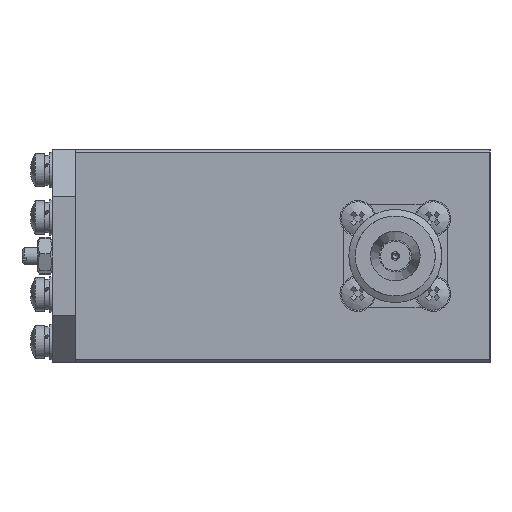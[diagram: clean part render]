
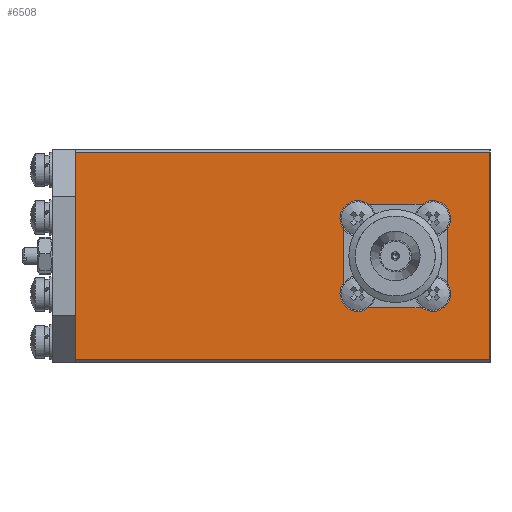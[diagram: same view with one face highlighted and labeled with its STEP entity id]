
A CAD part, left-side view. The second image highlights one B-rep face of the part: STEP entity #6508.
In plain terms, the highlighted planar face has unit normal (-1, 0, 0).
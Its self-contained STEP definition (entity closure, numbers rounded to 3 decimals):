
#6508=ADVANCED_FACE('',(#22444,#22446),#22448,.F.);
#22444=FACE_BOUND('',#22445,.T.);
#22445=EDGE_LOOP('',(#36632,#36633,#36634,#36635));
#22446=FACE_BOUND('',#22447,.T.);
#22447=EDGE_LOOP('',(#36636,#36637,#36638,#36639,#36640,#36641,#36642,#36643));
#22448=PLANE('',#22449);
#22449=AXIS2_PLACEMENT_3D('',#22450,#22451,#22452);
#22450=CARTESIAN_POINT('',(-70.5,70.,18.));
#22451=DIRECTION('',(1.,-0.,0.));
#22452=DIRECTION('',(0.,0.,-1.));
#36632=ORIENTED_EDGE('',*,*,#43845,.T.);
#36633=ORIENTED_EDGE('',*,*,#43828,.T.);
#36634=ORIENTED_EDGE('',*,*,#43846,.T.);
#36635=ORIENTED_EDGE('',*,*,#43830,.F.);
#36636=ORIENTED_EDGE('',*,*,#43847,.F.);
#36637=ORIENTED_EDGE('',*,*,#43848,.F.);
#36638=ORIENTED_EDGE('',*,*,#43849,.F.);
#36639=ORIENTED_EDGE('',*,*,#43850,.T.);
#36640=ORIENTED_EDGE('',*,*,#43851,.T.);
#36641=ORIENTED_EDGE('',*,*,#43852,.T.);
#36642=ORIENTED_EDGE('',*,*,#43853,.T.);
#36643=ORIENTED_EDGE('',*,*,#43854,.F.);
#43828=EDGE_CURVE('',#49570,#49568,#49571,.T.);
#43830=EDGE_CURVE('',#49573,#49574,#49575,.T.);
#43845=EDGE_CURVE('',#49573,#49570,#49602,.T.);
#43846=EDGE_CURVE('',#49568,#49574,#49603,.T.);
#43847=EDGE_CURVE('',#49604,#49605,#49606,.T.);
#43848=EDGE_CURVE('',#49607,#49604,#49608,.T.);
#43849=EDGE_CURVE('',#49609,#49607,#49610,.T.);
#43850=EDGE_CURVE('',#49609,#49611,#49612,.T.);
#43851=EDGE_CURVE('',#49611,#49613,#49614,.T.);
#43852=EDGE_CURVE('',#49613,#49615,#49616,.T.);
#43853=EDGE_CURVE('',#49615,#49617,#49618,.T.);
#43854=EDGE_CURVE('',#49605,#49617,#49619,.T.);
#49568=VERTEX_POINT('',#72512);
#49570=VERTEX_POINT('',#72516);
#49571=LINE('',#72517,#72518);
#49573=VERTEX_POINT('',#72523);
#49574=VERTEX_POINT('',#72524);
#49575=LINE('',#72525,#72526);
#49602=LINE('',#72586,#72587);
#49603=LINE('',#72589,#72590);
#49604=VERTEX_POINT('',#72592);
#49605=VERTEX_POINT('',#72593);
#49606=LINE('',#72594,#72595);
#49607=VERTEX_POINT('',#72597);
#49608=LINE('',#72598,#72599);
#49609=VERTEX_POINT('',#72601);
#49610=LINE('',#72602,#72603);
#49611=VERTEX_POINT('',#72605);
#49612=LINE('',#72606,#72607);
#49613=VERTEX_POINT('',#72609);
#49614=LINE('',#72610,#72611);
#49615=VERTEX_POINT('',#72613);
#49616=LINE('',#72614,#72615);
#49617=VERTEX_POINT('',#72617);
#49618=LINE('',#72618,#72619);
#49619=LINE('',#72621,#72622);
#72512=CARTESIAN_POINT('',(-70.5,0.,17.5));
#72516=CARTESIAN_POINT('',(-70.5,0.,-17.5));
#72517=CARTESIAN_POINT('',(-70.5,0.,-17.5));
#72518=VECTOR('',#72519,1.);
#72519=DIRECTION('',(0.,0.,1.));
#72523=CARTESIAN_POINT('',(-70.5,70.,-17.5));
#72524=CARTESIAN_POINT('',(-70.5,70.,17.5));
#72525=CARTESIAN_POINT('',(-70.5,70.,-17.5));
#72526=VECTOR('',#72527,1.);
#72527=DIRECTION('',(0.,0.,1.));
#72586=CARTESIAN_POINT('',(-70.5,70.,-17.5));
#72587=VECTOR('',#72588,1.);
#72588=DIRECTION('',(0.,-1.,0.));
#72589=CARTESIAN_POINT('',(-70.5,0.,17.5));
#72590=VECTOR('',#72591,1.);
#72591=DIRECTION('',(0.,1.,0.));
#72592=CARTESIAN_POINT('',(-70.5,7.25,-7.25));
#72593=CARTESIAN_POINT('',(-70.5,7.25,7.25));
#72594=CARTESIAN_POINT('',(-70.5,7.25,-7.25));
#72595=VECTOR('',#72596,1.);
#72596=DIRECTION('',(0.,0.,1.));
#72597=CARTESIAN_POINT('',(-70.5,8.75,-8.75));
#72598=CARTESIAN_POINT('',(-70.5,8.75,-8.75));
#72599=VECTOR('',#72600,1.);
#72600=DIRECTION('',(0.,-0.707,0.707));
#72601=CARTESIAN_POINT('',(-70.5,23.25,-8.75));
#72602=CARTESIAN_POINT('',(-70.5,23.25,-8.75));
#72603=VECTOR('',#72604,1.);
#72604=DIRECTION('',(0.,-1.,0.));
#72605=CARTESIAN_POINT('',(-70.5,24.75,-7.25));
#72606=CARTESIAN_POINT('',(-70.5,23.25,-8.75));
#72607=VECTOR('',#72608,1.);
#72608=DIRECTION('',(0.,0.707,0.707));
#72609=CARTESIAN_POINT('',(-70.5,24.75,7.25));
#72610=CARTESIAN_POINT('',(-70.5,24.75,-7.25));
#72611=VECTOR('',#72612,1.);
#72612=DIRECTION('',(0.,0.,1.));
#72613=CARTESIAN_POINT('',(-70.5,23.25,8.75));
#72614=CARTESIAN_POINT('',(-70.5,24.75,7.25));
#72615=VECTOR('',#72616,1.);
#72616=DIRECTION('',(0.,-0.707,0.707));
#72617=CARTESIAN_POINT('',(-70.5,8.75,8.75));
#72618=CARTESIAN_POINT('',(-70.5,23.25,8.75));
#72619=VECTOR('',#72620,1.);
#72620=DIRECTION('',(0.,-1.,0.));
#72621=CARTESIAN_POINT('',(-70.5,7.25,7.25));
#72622=VECTOR('',#72623,1.);
#72623=DIRECTION('',(0.,0.707,0.707));
